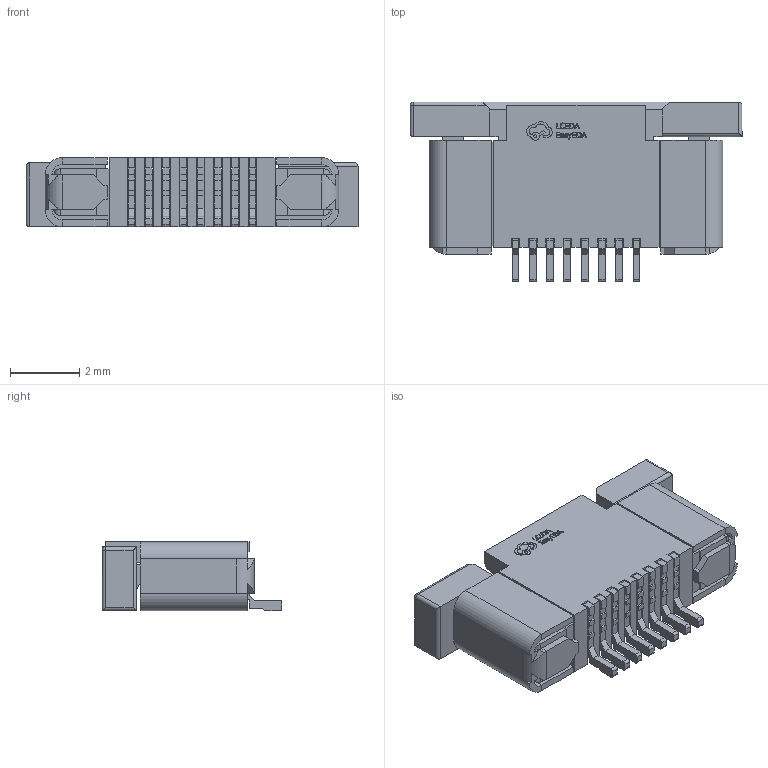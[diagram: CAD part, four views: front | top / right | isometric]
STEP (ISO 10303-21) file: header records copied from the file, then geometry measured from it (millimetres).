
FILE_DESCRIPTION (( 'STEP AP214' ), '1' );
FILE_NAME ('FPC-SMD_P0.5-8P_LCS-SH-H2.0.step', '2022-07-06T15:58:12', ( '' ), ( '' ), 'SwSTEP 2.0', 'SolidWorks 2020', '' );
FILE_SCHEMA (( 'AUTOMOTIVE_DESIGN' ));
Length unit declared in the file: millimetre
Products named in the file (1): FPC-SMD_P0.5-8P_LCS-SH-H2.0
Bounding box: 9.6 x 5.2 x 2.01 mm (x, y, z)
Volume: 50.3 mm3; surface area: 378.1 mm2
Topology: 12 solids, 12 shells, 915 faces, 2562 edges, 1684 vertices
Faces by surface type: plane 675, bspline 146, cylinder 93, sphere 1
Entity records: 40372 total; most frequent: CARTESIAN_POINT 8829, ORIENTED_EDGE 5122, DIRECTION 3962, EDGE_CURVE 2561, LINE 2080, VECTOR 2080, VERTEX_POINT 1684, EDGE_LOOP 945
